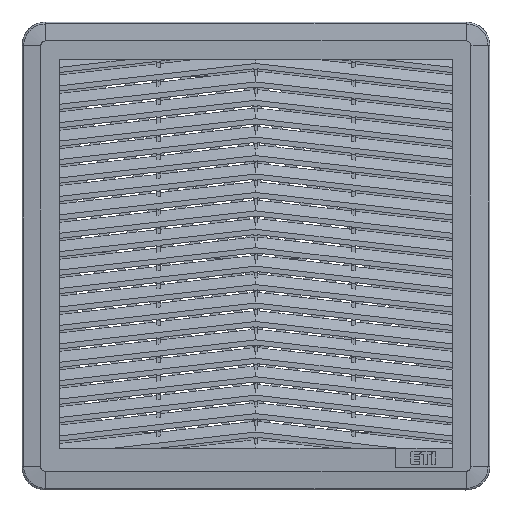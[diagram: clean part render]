
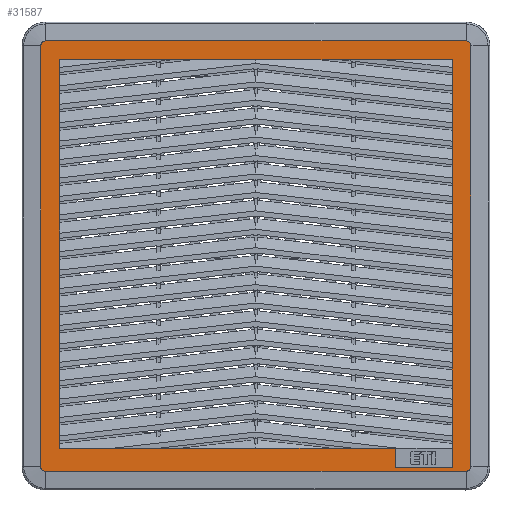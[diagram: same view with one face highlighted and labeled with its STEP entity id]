
A CAD part, front view. The second image highlights one B-rep face of the part: STEP entity #31587.
In plain terms, the highlighted face is planar.
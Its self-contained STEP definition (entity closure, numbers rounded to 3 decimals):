
#5514=DIRECTION('',(0.,0.,1.));
#5515=VECTOR('',#5514,225.001);
#5516=CARTESIAN_POINT('',(184.92,-33.8,
-112.457));
#5517=LINE('',#5516,#5515);
#5535=DIRECTION('',(1.,0.,0.));
#5536=VECTOR('',#5535,225.001);
#5537=CARTESIAN_POINT('',(187.42,-33.8,115.044));
#5538=LINE('',#5537,#5536);
#5602=DIRECTION('',(0.,0.,-1.));
#5603=VECTOR('',#5602,225.001);
#5604=CARTESIAN_POINT('',(414.921,-33.8,112.544));
#5605=LINE('',#5604,#5603);
#5623=CARTESIAN_POINT('',(412.421,-33.8,
-112.457));
#5624=DIRECTION('',(0.,-1.,0.));
#5625=DIRECTION('',(0.,0.,-1.));
#5626=AXIS2_PLACEMENT_3D('',#5623,#5624,#5625);
#5631=DIRECTION('',(1.,0.,0.));
#5632=VECTOR('',#5631,225.001);
#5633=CARTESIAN_POINT('',(187.42,-33.8,
-114.957));
#5634=LINE('',#5633,#5632);
#5638=CARTESIAN_POINT('',(187.42,-33.8,
-112.457));
#5639=DIRECTION('',(0.,-1.,0.));
#5640=DIRECTION('',(-1.,0.,0.));
#5641=AXIS2_PLACEMENT_3D('',#5638,#5639,#5640);
#5646=CARTESIAN_POINT('',(187.42,-33.8,115.044));
#5647=CARTESIAN_POINT('',(187.372,-33.8,115.044));
#5648=CARTESIAN_POINT('',(187.274,-33.8,115.042));
#5649=CARTESIAN_POINT('',(187.122,-33.8,115.028));
#5650=CARTESIAN_POINT('',(186.974,-33.8,115.006));
#5651=CARTESIAN_POINT('',(186.835,-33.8,114.977));
#5652=CARTESIAN_POINT('',(186.717,-33.8,114.945));
#5653=CARTESIAN_POINT('',(186.613,-33.8,114.912));
#5654=CARTESIAN_POINT('',(186.517,-33.8,114.877));
#5655=CARTESIAN_POINT('',(186.426,-33.8,114.839));
#5656=CARTESIAN_POINT('',(186.326,-33.8,114.793));
#5657=CARTESIAN_POINT('',(186.223,-33.8,114.74));
#5658=CARTESIAN_POINT('',(186.106,-33.8,114.672));
#5659=CARTESIAN_POINT('',(185.978,-33.8,114.588));
#5660=CARTESIAN_POINT('',(185.865,-33.8,114.504));
#5661=CARTESIAN_POINT('',(185.751,-33.8,114.408));
#5662=CARTESIAN_POINT('',(185.63,-33.8,114.292));
#5663=CARTESIAN_POINT('',(185.53,-33.8,114.183));
#5664=CARTESIAN_POINT('',(185.436,-33.8,114.069));
#5665=CARTESIAN_POINT('',(185.346,-33.8,113.944));
#5666=CARTESIAN_POINT('',(185.266,-33.8,113.818));
#5667=CARTESIAN_POINT('',(185.194,-33.8,113.687));
#5668=CARTESIAN_POINT('',(185.131,-33.8,113.553));
#5669=CARTESIAN_POINT('',(185.075,-33.8,113.416));
#5670=CARTESIAN_POINT('',(185.028,-33.8,113.276));
#5671=CARTESIAN_POINT('',(184.989,-33.8,113.135));
#5672=CARTESIAN_POINT('',(184.958,-33.8,112.991));
#5673=CARTESIAN_POINT('',(184.937,-33.8,112.845));
#5674=CARTESIAN_POINT('',(184.923,-33.8,112.697));
#5675=CARTESIAN_POINT('',(184.92,-33.8,112.595));
#5676=CARTESIAN_POINT('',(184.92,-33.8,112.544));
#5681=CARTESIAN_POINT('',(412.421,-33.8,112.544));
#5682=DIRECTION('',(0.,-1.,0.));
#5683=DIRECTION('',(1.,0.,0.));
#5684=AXIS2_PLACEMENT_3D('',#5681,#5682,#5683);
#5689=DIRECTION('',(0.,0.,-1.));
#5690=VECTOR('',#5689,207.601);
#5691=CARTESIAN_POINT('',(404.921,-33.8,105.044));
#5692=LINE('',#5691,#5690);
#5696=DIRECTION('',(0.,0.,1.));
#5697=VECTOR('',#5696,207.801);
#5698=CARTESIAN_POINT('',(194.92,-33.8,
-102.757));
#5699=LINE('',#5698,#5697);
#5703=DIRECTION('',(-1.,0.,0.));
#5704=VECTOR('',#5703,179.501);
#5705=CARTESIAN_POINT('',(374.421,-33.8,
-102.757));
#5706=LINE('',#5705,#5704);
#11126=DIRECTION('',(-1.,0.,0.));
#11127=VECTOR('',#11126,210.001);
#11128=CARTESIAN_POINT('',(404.921,-33.8,
105.044));
#11129=LINE('',#11128,#11127);
#24461=DIRECTION('',(0.,0.,-1.));
#24462=VECTOR('',#24461,10.4);
#24463=CARTESIAN_POINT('',(374.421,-33.8,
-102.757));
#24464=LINE('',#24463,#24462);
#24482=DIRECTION('',(1.,0.,0.));
#24483=VECTOR('',#24482,30.5);
#24484=CARTESIAN_POINT('',(374.421,-33.8,
-113.157));
#24485=LINE('',#24484,#24483);
#24510=DIRECTION('',(0.,0.,1.));
#24511=VECTOR('',#24510,10.6);
#24512=CARTESIAN_POINT('',(404.921,-33.8,
-113.157));
#24513=LINE('',#24512,#24511);
#27876=CARTESIAN_POINT('',(404.921,-33.8,
-102.557));
#27877=VERTEX_POINT('',#27876);
#29702=CARTESIAN_POINT('',(194.92,-33.8,
105.044));
#29703=VERTEX_POINT('',#29702);
#29704=CARTESIAN_POINT('',(194.92,-33.8,
-102.757));
#29705=VERTEX_POINT('',#29704);
#30306=CARTESIAN_POINT('',(374.421,-33.8,
-102.757));
#30307=VERTEX_POINT('',#30306);
#30616=CARTESIAN_POINT('',(404.921,-33.8,
105.044));
#30617=VERTEX_POINT('',#30616);
#30750=CARTESIAN_POINT('',(412.421,-33.8,
-114.957));
#30751=VERTEX_POINT('',#30750);
#30752=CARTESIAN_POINT('',(187.42,-33.8,
-114.957));
#30753=VERTEX_POINT('',#30752);
#30756=CARTESIAN_POINT('',(404.921,-33.8,
-113.157));
#30757=VERTEX_POINT('',#30756);
#30758=CARTESIAN_POINT('',(374.421,-33.8,
-113.157));
#30759=VERTEX_POINT('',#30758);
#30760=CARTESIAN_POINT('',(414.921,-33.8,
112.544));
#30761=CARTESIAN_POINT('',(412.421,-33.8,
115.044));
#30762=VERTEX_POINT('',#30760);
#30763=VERTEX_POINT('',#30761);
#30764=CARTESIAN_POINT('',(187.42,-33.8,
115.044));
#30765=VERTEX_POINT('',#30764);
#30766=VERTEX_POINT('',#5676);
#30767=CARTESIAN_POINT('',(184.92,-33.8,
-112.457));
#30768=VERTEX_POINT('',#30767);
#30769=CARTESIAN_POINT('',(414.921,-33.8,
-112.457));
#30770=VERTEX_POINT('',#30769);
#31554=CARTESIAN_POINT('',(161.919,-33.8,
138.046));
#31555=DIRECTION('',(0.,-1.,0.));
#31556=DIRECTION('',(1.,0.,0.));
#31557=AXIS2_PLACEMENT_3D('',#31554,#31555,#31556);
#31558=PLANE('',#31557);
#31559=ORIENTED_EDGE('',*,*,#31521,.T.);
#31560=ORIENTED_EDGE('',*,*,#31538,.F.);
#31562=ORIENTED_EDGE('',*,*,#31561,.F.);
#31564=ORIENTED_EDGE('',*,*,#31563,.F.);
#31565=ORIENTED_EDGE('',*,*,#31391,.T.);
#31566=ORIENTED_EDGE('',*,*,#31412,.F.);
#31567=ORIENTED_EDGE('',*,*,#31434,.T.);
#31568=ORIENTED_EDGE('',*,*,#31459,.F.);
#31569=EDGE_LOOP('',(#31559,#31560,#31562,#31564,#31565,#31566,#31567,#31568));
#31570=FACE_OUTER_BOUND('',#31569,.F.);
#31572=ORIENTED_EDGE('',*,*,#31571,.F.);
#31574=ORIENTED_EDGE('',*,*,#31573,.T.);
#31576=ORIENTED_EDGE('',*,*,#31575,.F.);
#31578=ORIENTED_EDGE('',*,*,#31577,.F.);
#31580=ORIENTED_EDGE('',*,*,#31579,.T.);
#31582=ORIENTED_EDGE('',*,*,#31581,.T.);
#31584=ORIENTED_EDGE('',*,*,#31583,.T.);
#31585=EDGE_LOOP('',(#31572,#31574,#31576,#31578,#31580,#31582,#31584));
#31586=FACE_BOUND('',#31585,.F.);
#5627=CIRCLE('',#5626,2.5);
#5642=CIRCLE('',#5641,2.5);
#5677=B_SPLINE_CURVE_WITH_KNOTS('',3,(#5646,#5647,#5648,#5649,#5650,#5651,#5652,
#5653,#5654,#5655,#5656,#5657,#5658,#5659,#5660,#5661,#5662,#5663,#5664,#5665,
#5666,#5667,#5668,#5669,#5670,#5671,#5672,#5673,#5674,#5675,#5676),
.UNSPECIFIED.,.F.,.F.,(4,1,1,1,1,1,1,1,1,1,1,1,1,1,1,1,1,1,1,1,1,1,1,1,1,1,1,1,
4),(0.,0.036,0.071,0.107,
0.143,0.179,0.214,0.25,0.286,
0.321,0.357,0.393,0.429,
0.464,0.5,0.536,0.571,0.607,
0.643,0.679,0.714,0.75,0.786,
0.821,0.857,0.893,0.929,
0.964,1.),.UNSPECIFIED.);
#5685=CIRCLE('',#5684,2.5);
#31391=EDGE_CURVE('',#30768,#30766,#5517,.T.);
#31412=EDGE_CURVE('',#30765,#30766,#5677,.T.);
#31434=EDGE_CURVE('',#30765,#30763,#5538,.T.);
#31459=EDGE_CURVE('',#30762,#30763,#5685,.T.);
#31521=EDGE_CURVE('',#30762,#30770,#5605,.T.);
#31538=EDGE_CURVE('',#30751,#30770,#5627,.T.);
#31561=EDGE_CURVE('',#30753,#30751,#5634,.T.);
#31563=EDGE_CURVE('',#30768,#30753,#5642,.T.);
#31571=EDGE_CURVE('',#30617,#27877,#5692,.T.);
#31573=EDGE_CURVE('',#30617,#29703,#11129,.T.);
#31575=EDGE_CURVE('',#29705,#29703,#5699,.T.);
#31577=EDGE_CURVE('',#30307,#29705,#5706,.T.);
#31579=EDGE_CURVE('',#30307,#30759,#24464,.T.);
#31581=EDGE_CURVE('',#30759,#30757,#24485,.T.);
#31583=EDGE_CURVE('',#30757,#27877,#24513,.T.);
#31587=ADVANCED_FACE('',(#31570,#31586),#31558,.T.);
